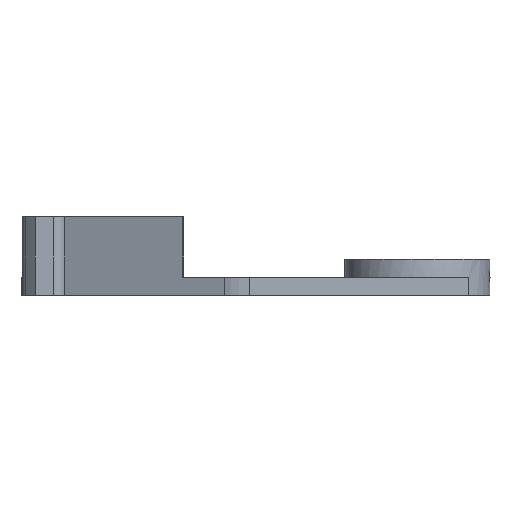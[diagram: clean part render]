
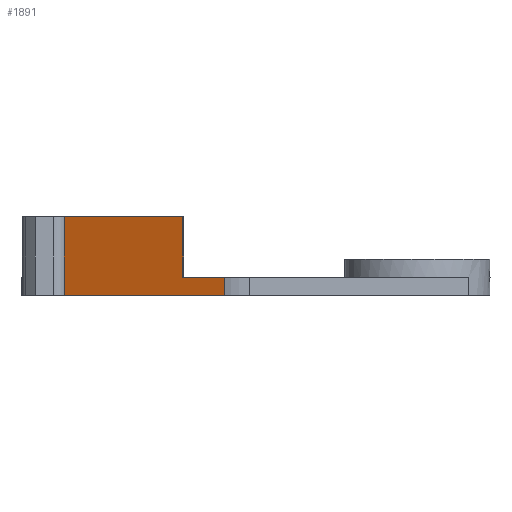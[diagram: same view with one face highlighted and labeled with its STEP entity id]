
A CAD part, left-side view. The second image highlights one B-rep face of the part: STEP entity #1891.
In plain terms, the highlighted face is planar.
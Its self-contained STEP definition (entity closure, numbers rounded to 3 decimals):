
#56=PLANE('',#2077);
#124=FACE_OUTER_BOUND('',#230,.T.);
#230=EDGE_LOOP('',(#1420,#1421,#1422,#1423,#1424,#1425));
#312=LINE('',#2851,#495);
#340=LINE('',#2952,#523);
#368=LINE('',#3038,#551);
#369=LINE('',#3041,#552);
#370=LINE('',#3043,#553);
#371=LINE('',#3044,#554);
#495=VECTOR('',#2258,10.);
#523=VECTOR('',#2342,10.);
#551=VECTOR('',#2440,10.);
#552=VECTOR('',#2443,10.);
#553=VECTOR('',#2444,10.);
#554=VECTOR('',#2445,10.);
#784=VERTEX_POINT('',#2848);
#785=VERTEX_POINT('',#2850);
#830=VERTEX_POINT('',#2950);
#853=VERTEX_POINT('',#3036);
#854=VERTEX_POINT('',#3040);
#855=VERTEX_POINT('',#3042);
#980=EDGE_CURVE('',#784,#785,#312,.T.);
#1031=EDGE_CURVE('',#784,#830,#340,.T.);
#1073=EDGE_CURVE('',#830,#853,#368,.T.);
#1074=EDGE_CURVE('',#854,#785,#369,.T.);
#1075=EDGE_CURVE('',#855,#853,#370,.T.);
#1076=EDGE_CURVE('',#854,#855,#371,.T.);
#1420=ORIENTED_EDGE('',*,*,#1074,.T.);
#1421=ORIENTED_EDGE('',*,*,#980,.F.);
#1422=ORIENTED_EDGE('',*,*,#1031,.T.);
#1423=ORIENTED_EDGE('',*,*,#1073,.T.);
#1424=ORIENTED_EDGE('',*,*,#1075,.F.);
#1425=ORIENTED_EDGE('',*,*,#1076,.F.);
#1891=ADVANCED_FACE('',(#124),#56,.T.);
#2077=AXIS2_PLACEMENT_3D('',#3039,#2441,#2442);
#2258=DIRECTION('',(0.,0.,1.));
#2342=DIRECTION('',(0.333,-0.943,0.));
#2440=DIRECTION('',(0.,0.,1.));
#2441=DIRECTION('center_axis',(-0.943,-0.333,0.));
#2442=DIRECTION('ref_axis',(0.333,-0.943,0.));
#2443=DIRECTION('',(0.333,-0.943,0.));
#2444=DIRECTION('',(0.333,-0.943,0.));
#2445=DIRECTION('',(0.,0.,1.));
#2848=CARTESIAN_POINT('',(-168.509,-313.277,-5.));
#2850=CARTESIAN_POINT('',(-168.509,-313.277,0.));
#2851=CARTESIAN_POINT('',(-168.509,-313.277,-5.));
#2950=CARTESIAN_POINT('',(-158.732,-340.96,-5.));
#2952=CARTESIAN_POINT('',(-168.509,-313.277,-5.));
#3036=CARTESIAN_POINT('',(-158.732,-340.96,1.5));
#3038=CARTESIAN_POINT('',(-158.732,-340.96,-5.));
#3039=CARTESIAN_POINT('Origin',(-171.917,-303.626,0.));
#3040=CARTESIAN_POINT('',(-171.917,-303.626,0.));
#3041=CARTESIAN_POINT('',(-171.917,-303.626,0.));
#3042=CARTESIAN_POINT('',(-171.917,-303.626,1.5));
#3043=CARTESIAN_POINT('',(-171.917,-303.626,1.5));
#3044=CARTESIAN_POINT('',(-171.917,-303.626,0.));
